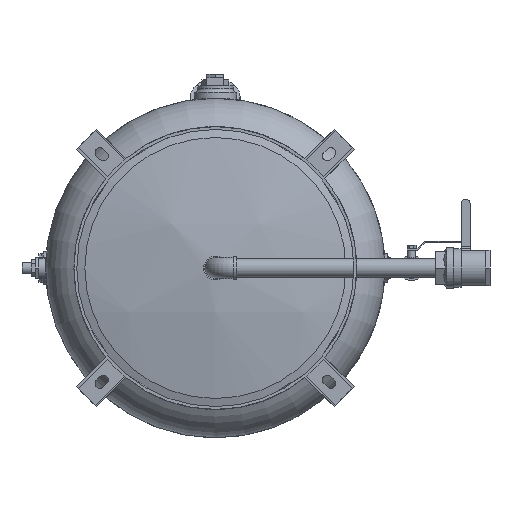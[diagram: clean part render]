
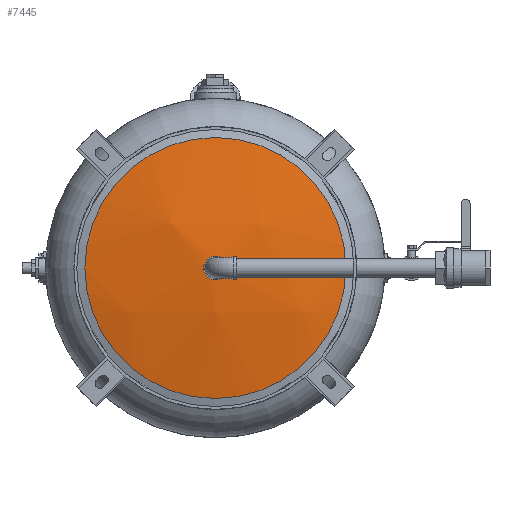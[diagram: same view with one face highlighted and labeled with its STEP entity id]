
A CAD part, front view. The second image highlights one B-rep face of the part: STEP entity #7445.
In plain terms, the highlighted spherical face has radius 1016 mm.
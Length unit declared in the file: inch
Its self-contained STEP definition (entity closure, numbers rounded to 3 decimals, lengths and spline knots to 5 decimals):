
#15=SPHERICAL_SURFACE('',#8083,40.);
#1904=FACE_BOUND('',#2912,.T.);
#2338=FACE_OUTER_BOUND('',#2911,.T.);
#2911=EDGE_LOOP('',(#6593));
#2912=EDGE_LOOP('',(#6594));
#3002=CIRCLE('',#7716,0.83);
#3132=CIRCLE('',#8084,9.23077);
#3405=VERTEX_POINT('',#11498);
#3778=VERTEX_POINT('',#13581);
#4183=EDGE_CURVE('',#3405,#3405,#3002,.T.);
#4718=EDGE_CURVE('',#3778,#3778,#3132,.T.);
#6593=ORIENTED_EDGE('',*,*,#4718,.F.);
#6594=ORIENTED_EDGE('',*,*,#4183,.T.);
#7445=ADVANCED_FACE('',(#2338,#1904),#15,.T.);
#7716=AXIS2_PLACEMENT_3D('',#11499,#8913,#8914);
#8083=AXIS2_PLACEMENT_3D('',#13580,#10024,#10025);
#8084=AXIS2_PLACEMENT_3D('',#13582,#10026,#10027);
#8913=DIRECTION('center_axis',(0.,1.,0.));
#8914=DIRECTION('ref_axis',(1.,0.,0.));
#10024=DIRECTION('center_axis',(0.,0.,1.));
#10025=DIRECTION('ref_axis',(1.,0.,0.));
#10026=DIRECTION('center_axis',(0.,1.,0.));
#10027=DIRECTION('ref_axis',(1.,0.,0.));
#11498=CARTESIAN_POINT('',(-0.83,-39.99139,0.));
#11499=CARTESIAN_POINT('Origin',(0.,-39.99139,0.));
#13580=CARTESIAN_POINT('Origin',(0.,0.,0.));
#13581=CARTESIAN_POINT('',(-9.23077,-38.92034,0.));
#13582=CARTESIAN_POINT('Origin',(0.,-38.92034,0.));
